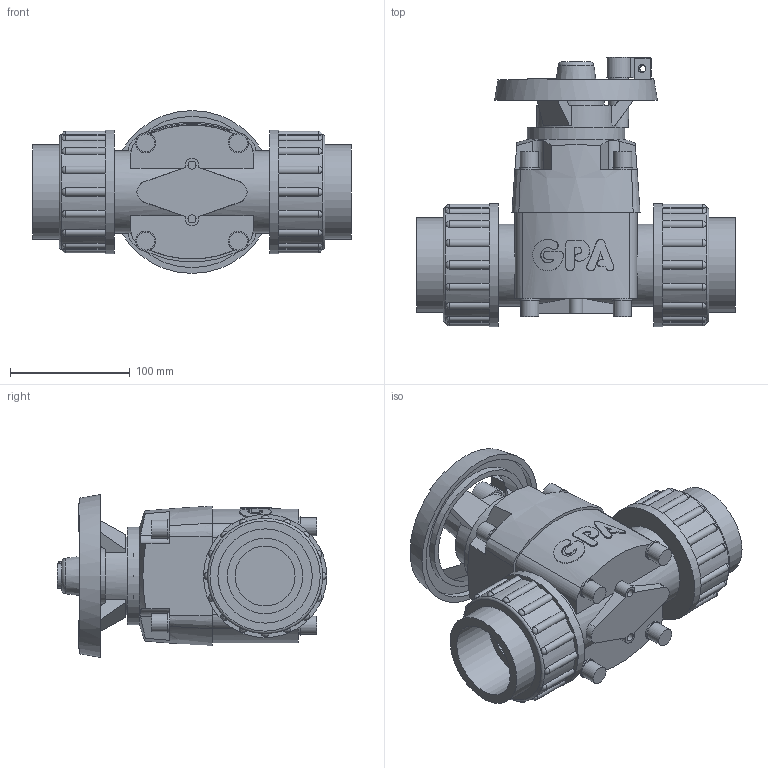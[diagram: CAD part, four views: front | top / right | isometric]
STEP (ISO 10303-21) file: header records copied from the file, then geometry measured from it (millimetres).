
FILE_DESCRIPTION(/* description */ ('PVC Diaphragm Valve with EPDM diaphragm and PVC Sockets, Ø63/DN50 , PN10'),/* implementation_level */ '2;1');
FILE_NAME(/* name */ 'T4UIU-E-063',/* time_stamp */ '2022-08-04T16:52:02+02:00',/* author */ ('COAB Solutions'),/* organization */ ('GPA Flowsystem'),/* preprocessor_version */ 'ST-DEVELOPER v18.1',/* originating_system */ 'www.coabsolutions.com',/* authorisation */ 'unknown authorization');
FILE_SCHEMA (('AUTOMOTIVE_DESIGN { 1 0 10303 214 3 1 1 }'));
Length unit declared in the file: millimetre
Products named in the file (1): T4UIU-E-063
Bounding box: 266 x 225.14 x 136 mm (x, y, z)
Volume: 2353050.2 mm3; surface area: 243600.5 mm2
Topology: 1 solids, 4 shells, 359 faces, 920 edges, 595 vertices
Faces by surface type: plane 172, cylinder 121, sphere 32, bspline 21, cone 9, torus 4
Full cylindrical faces by diameter (mm): 5.667 x1, 6.476 x1, 6.75 x2, 8.16 x14, 15.111 x8, 16.32 x1, 16.622 x8, 46.92 x1, 50 x4, 63 x2, 68.51 x2, 78.73 x2, 78.75 x2, 81.6 x1, 83.43 x2, 96.133 x2, 103 x2, 106.857 x1, 126.286 x1
Entity records: 12641 total; most frequent: CARTESIAN_POINT 3473, DIRECTION 1928, ORIENTED_EDGE 1840, EDGE_CURVE 920, AXIS2_PLACEMENT_3D 774, VERTEX_POINT 595, CIRCLE 414, EDGE_LOOP 395
